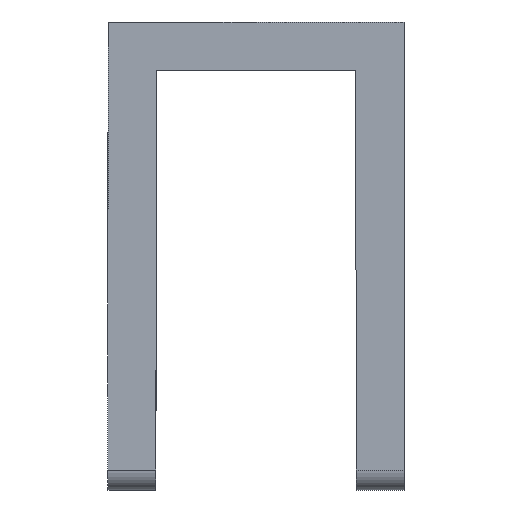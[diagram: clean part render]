
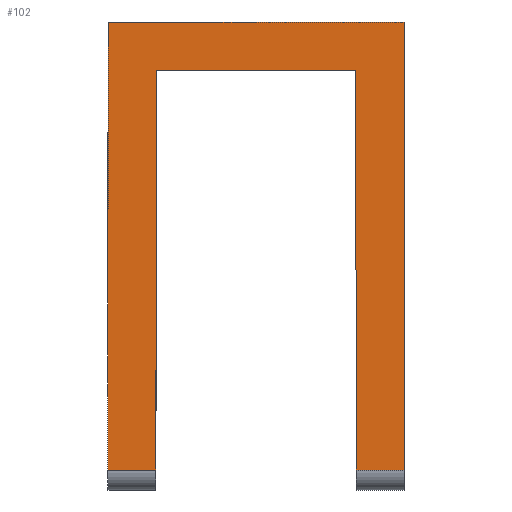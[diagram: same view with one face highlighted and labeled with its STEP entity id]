
A CAD part, front view. The second image highlights one B-rep face of the part: STEP entity #102.
In plain terms, the highlighted planar face has unit normal (0, -1, 0).
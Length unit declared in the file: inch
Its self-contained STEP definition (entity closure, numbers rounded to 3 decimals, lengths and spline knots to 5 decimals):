
#12 = VERTEX_POINT ( 'NONE', #2007 ) ;
#79 = VECTOR ( 'NONE', #880, 39.37008 ) ;
#102 = ADVANCED_FACE ( 'NONE', ( #2326 ), #1191, .F. ) ;
#180 = ORIENTED_EDGE ( 'NONE', *, *, #1433, .F. ) ;
#250 = AXIS2_PLACEMENT_3D ( 'NONE', #1052, #937, #1026 ) ;
#270 = ORIENTED_EDGE ( 'NONE', *, *, #769, .F. ) ;
#383 = VECTOR ( 'NONE', #2476, 39.37008 ) ;
#422 = VERTEX_POINT ( 'NONE', #1580 ) ;
#621 = LINE ( 'NONE', #1815, #3202 ) ;
#769 = EDGE_CURVE ( 'NONE', #1230, #2416, #2202, .T. ) ;
#843 = CARTESIAN_POINT ( 'NONE',  ( 0., 0., -0.5 ) ) ;
#853 = CARTESIAN_POINT ( 'NONE',  ( -0.125, 0., -0.5 ) ) ;
#880 = DIRECTION ( 'NONE',  ( 0., 0., -1. ) ) ;
#925 = CARTESIAN_POINT ( 'NONE',  ( 0.185, 0., -0.525 ) ) ;
#937 = DIRECTION ( 'NONE',  ( 0., 1., 0. ) ) ;
#1026 = DIRECTION ( 'NONE',  ( 0., 0., 1. ) ) ;
#1052 = CARTESIAN_POINT ( 'NONE',  ( 0., 0., 0. ) ) ;
#1102 = CARTESIAN_POINT ( 'NONE',  ( 0., 0., -0.5 ) ) ;
#1191 = PLANE ( 'NONE',  #250 ) ;
#1230 = VERTEX_POINT ( 'NONE', #2248 ) ;
#1433 = EDGE_CURVE ( 'NONE', #2416, #2356, #1626, .T. ) ;
#1436 = LINE ( 'NONE', #1102, #2020 ) ;
#1490 = DIRECTION ( 'NONE',  ( 0., 0., 1. ) ) ;
#1529 = CARTESIAN_POINT ( 'NONE',  ( 0.125, 0., 0. ) ) ;
#1561 = VERTEX_POINT ( 'NONE', #3201 ) ;
#1580 = CARTESIAN_POINT ( 'NONE',  ( -0.185, 0., -0.5 ) ) ;
#1592 = ORIENTED_EDGE ( 'NONE', *, *, #2197, .F. ) ;
#1626 = LINE ( 'NONE', #925, #79 ) ;
#1707 = LINE ( 'NONE', #1529, #2937 ) ;
#1739 = EDGE_CURVE ( 'NONE', #2765, #2387, #2695, .T. ) ;
#1815 = CARTESIAN_POINT ( 'NONE',  ( 0., 0., 0. ) ) ;
#1953 = ORIENTED_EDGE ( 'NONE', *, *, #3271, .T. ) ;
#2007 = CARTESIAN_POINT ( 'NONE',  ( 0.125, 0., -0.5 ) ) ;
#2020 = VECTOR ( 'NONE', #2682, 39.37008 ) ;
#2074 = VECTOR ( 'NONE', #2942, 39.37008 ) ;
#2106 = DIRECTION ( 'NONE',  ( -1., 0., 0. ) ) ;
#2133 = EDGE_CURVE ( 'NONE', #12, #1561, #1707, .T. ) ;
#2187 = VECTOR ( 'NONE', #2870, 39.37008 ) ;
#2197 = EDGE_CURVE ( 'NONE', #422, #1230, #2263, .T. ) ;
#2202 = LINE ( 'NONE', #3193, #2279 ) ;
#2248 = CARTESIAN_POINT ( 'NONE',  ( -0.185, 0., 0.06 ) ) ;
#2263 = LINE ( 'NONE', #3243, #2187 ) ;
#2265 = CARTESIAN_POINT ( 'NONE',  ( 0.185, 0., -0.5 ) ) ;
#2279 = VECTOR ( 'NONE', #3269, 39.37008 ) ;
#2326 = FACE_OUTER_BOUND ( 'NONE', #2459, .T. ) ;
#2356 = VERTEX_POINT ( 'NONE', #2265 ) ;
#2387 = VERTEX_POINT ( 'NONE', #853 ) ;
#2416 = VERTEX_POINT ( 'NONE', #3384 ) ;
#2459 = EDGE_LOOP ( 'NONE', ( #1592, #1953, #2485, #3152, #3217, #3392, #180, #270 ) ) ;
#2476 = DIRECTION ( 'NONE',  ( 1., 0., 0. ) ) ;
#2485 = ORIENTED_EDGE ( 'NONE', *, *, #1739, .F. ) ;
#2651 = LINE ( 'NONE', #843, #383 ) ;
#2682 = DIRECTION ( 'NONE',  ( 1., 0., 0. ) ) ;
#2695 = LINE ( 'NONE', #3026, #2074 ) ;
#2753 = EDGE_CURVE ( 'NONE', #1561, #2765, #621, .T. ) ;
#2765 = VERTEX_POINT ( 'NONE', #2800 ) ;
#2800 = CARTESIAN_POINT ( 'NONE',  ( -0.125, 0., 0. ) ) ;
#2870 = DIRECTION ( 'NONE',  ( 0., 0., 1. ) ) ;
#2937 = VECTOR ( 'NONE', #1490, 39.37008 ) ;
#2942 = DIRECTION ( 'NONE',  ( 0., 0., -1. ) ) ;
#3026 = CARTESIAN_POINT ( 'NONE',  ( -0.125, 0., -0.525 ) ) ;
#3152 = ORIENTED_EDGE ( 'NONE', *, *, #2753, .F. ) ;
#3193 = CARTESIAN_POINT ( 'NONE',  ( 0.185, 0., 0.06 ) ) ;
#3201 = CARTESIAN_POINT ( 'NONE',  ( 0.125, 0., 0. ) ) ;
#3202 = VECTOR ( 'NONE', #2106, 39.37008 ) ;
#3217 = ORIENTED_EDGE ( 'NONE', *, *, #2133, .F. ) ;
#3243 = CARTESIAN_POINT ( 'NONE',  ( -0.185, 0., 0.06 ) ) ;
#3269 = DIRECTION ( 'NONE',  ( 1., 0., 0. ) ) ;
#3271 = EDGE_CURVE ( 'NONE', #422, #2387, #1436, .T. ) ;
#3378 = EDGE_CURVE ( 'NONE', #12, #2356, #2651, .T. ) ;
#3384 = CARTESIAN_POINT ( 'NONE',  ( 0.185, 0., 0.06 ) ) ;
#3392 = ORIENTED_EDGE ( 'NONE', *, *, #3378, .T. ) ;
